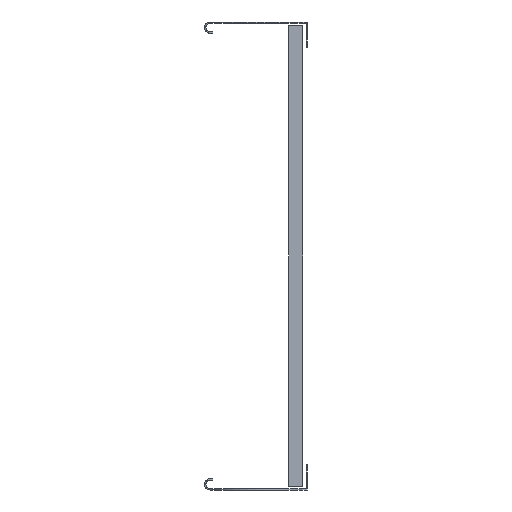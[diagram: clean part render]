
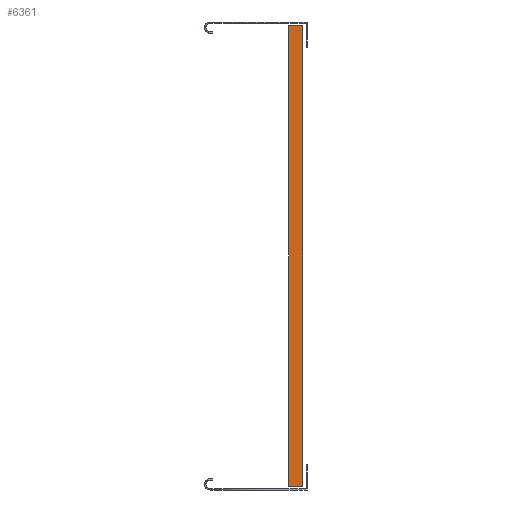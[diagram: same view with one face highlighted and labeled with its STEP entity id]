
A CAD part, left-side view. The second image highlights one B-rep face of the part: STEP entity #6361.
In plain terms, the highlighted planar face has unit normal (-1, 0, 0).
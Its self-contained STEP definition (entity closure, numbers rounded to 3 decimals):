
#456 = VERTEX_POINT ( 'NONE', #7873 ) ;
#693 = ORIENTED_EDGE ( 'NONE', *, *, #1780, .F. ) ;
#965 = VECTOR ( 'NONE', #1433, 1000. ) ;
#1433 = DIRECTION ( 'NONE',  ( 0., 1., 0. ) ) ;
#1750 = VERTEX_POINT ( 'NONE', #6876 ) ;
#1780 = EDGE_CURVE ( 'NONE', #456, #4866, #2790, .T. ) ;
#2298 = DIRECTION ( 'NONE',  ( 0., 0., 1. ) ) ;
#2348 = CARTESIAN_POINT ( 'NONE',  ( -15., 0., -246. ) ) ;
#2445 = AXIS2_PLACEMENT_3D ( 'NONE', #4841, #4296, #4269 ) ;
#2789 = VECTOR ( 'NONE', #2298, 1000. ) ;
#2790 = LINE ( 'NONE', #7580, #965 ) ;
#2858 = VERTEX_POINT ( 'NONE', #7785 ) ;
#3276 = LINE ( 'NONE', #2348, #2789 ) ;
#3669 = DIRECTION ( 'NONE',  ( 0., 0., 1. ) ) ;
#4168 = CARTESIAN_POINT ( 'NONE',  ( -15., 15., -246. ) ) ;
#4269 = DIRECTION ( 'NONE',  ( 0., 0., -1. ) ) ;
#4287 = EDGE_CURVE ( 'NONE', #1750, #2858, #6213, .T. ) ;
#4296 = DIRECTION ( 'NONE',  ( 1., 0., 0. ) ) ;
#4398 = ORIENTED_EDGE ( 'NONE', *, *, #6376, .F. ) ;
#4672 = ORIENTED_EDGE ( 'NONE', *, *, #6774, .T. ) ;
#4841 = CARTESIAN_POINT ( 'NONE',  ( -15., 3., -246. ) ) ;
#4866 = VERTEX_POINT ( 'NONE', #7750 ) ;
#4986 = VECTOR ( 'NONE', #3669, 1000. ) ;
#5348 = ORIENTED_EDGE ( 'NONE', *, *, #4287, .F. ) ;
#6053 = FACE_OUTER_BOUND ( 'NONE', #6989, .T. ) ;
#6213 = LINE ( 'NONE', #7697, #7783 ) ;
#6361 = ADVANCED_FACE ( 'NONE', ( #6053 ), #6663, .F. ) ;
#6376 = EDGE_CURVE ( 'NONE', #4866, #1750, #6435, .T. ) ;
#6387 = DIRECTION ( 'NONE',  ( 0., -1., 0. ) ) ;
#6435 = LINE ( 'NONE', #4168, #4986 ) ;
#6663 = PLANE ( 'NONE',  #2445 ) ;
#6774 = EDGE_CURVE ( 'NONE', #456, #2858, #3276, .T. ) ;
#6876 = CARTESIAN_POINT ( 'NONE',  ( -15., 15., 246. ) ) ;
#6989 = EDGE_LOOP ( 'NONE', ( #5348, #4398, #693, #4672 ) ) ;
#7580 = CARTESIAN_POINT ( 'NONE',  ( -15., 3., -246. ) ) ;
#7697 = CARTESIAN_POINT ( 'NONE',  ( -15., 3., 246. ) ) ;
#7750 = CARTESIAN_POINT ( 'NONE',  ( -15., 15., -246. ) ) ;
#7783 = VECTOR ( 'NONE', #6387, 1000. ) ;
#7785 = CARTESIAN_POINT ( 'NONE',  ( -15., 0., 246. ) ) ;
#7873 = CARTESIAN_POINT ( 'NONE',  ( -15., 0., -246. ) ) ;
